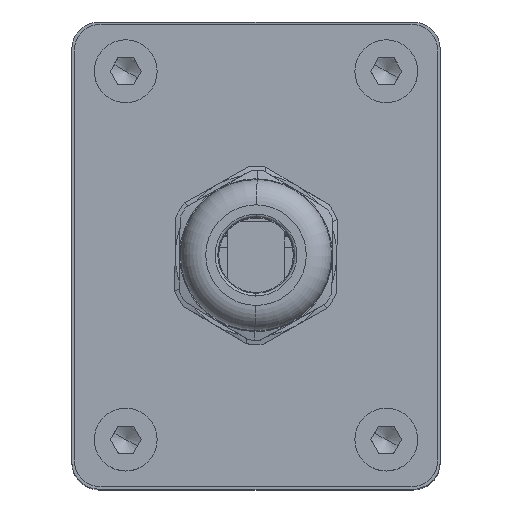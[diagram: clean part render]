
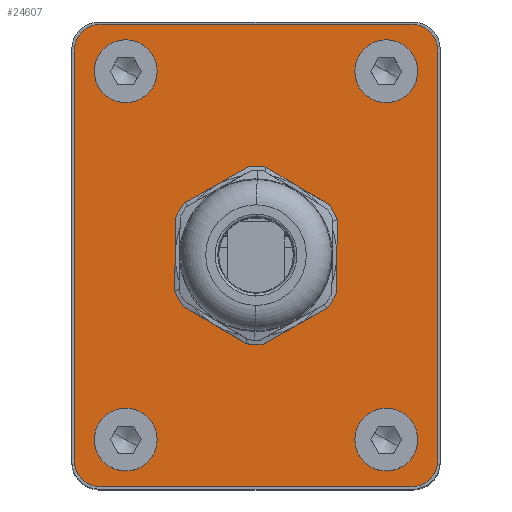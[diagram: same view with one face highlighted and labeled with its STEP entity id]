
A CAD part, top view. The second image highlights one B-rep face of the part: STEP entity #24607.
In plain terms, the highlighted planar face has unit normal (0, 0, 1).
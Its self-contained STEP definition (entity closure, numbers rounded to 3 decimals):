
#21432=AXIS2_PLACEMENT_3D('Circle Axis2P3D',#21430,#21431,$) ;
#21456=AXIS2_PLACEMENT_3D('Circle Axis2P3D',#21454,#21455,$) ;
#23991=AXIS2_PLACEMENT_3D('Circle Axis2P3D',#23989,#23990,$) ;
#24129=AXIS2_PLACEMENT_3D('Circle Axis2P3D',#24127,#24128,$) ;
#24146=AXIS2_PLACEMENT_3D('Circle Axis2P3D',#24144,#24145,$) ;
#24163=AXIS2_PLACEMENT_3D('Circle Axis2P3D',#24161,#24162,$) ;
#24354=AXIS2_PLACEMENT_3D('Circle Axis2P3D',#24352,#24353,$) ;
#24378=AXIS2_PLACEMENT_3D('Circle Axis2P3D',#24376,#24377,$) ;
#24420=AXIS2_PLACEMENT_3D('Circle Axis2P3D',#24418,#24419,$) ;
#24444=AXIS2_PLACEMENT_3D('Circle Axis2P3D',#24442,#24443,$) ;
#24486=AXIS2_PLACEMENT_3D('Circle Axis2P3D',#24484,#24485,$) ;
#24510=AXIS2_PLACEMENT_3D('Circle Axis2P3D',#24508,#24509,$) ;
#24543=AXIS2_PLACEMENT_3D('Circle Axis2P3D',#24541,#24542,$) ;
#24562=AXIS2_PLACEMENT_3D('Circle Axis2P3D',#24560,#24561,$) ;
#24575=AXIS2_PLACEMENT_3D('Plane Axis2P3D',#24572,#24573,#24574) ;
#21427=CARTESIAN_POINT('Vertex',(8.15,5.5,76.2)) ;
#21430=CARTESIAN_POINT('Axis2P3D Location',(6.,5.5,76.2)) ;
#21434=CARTESIAN_POINT('Vertex',(3.85,5.5,76.2)) ;
#21454=CARTESIAN_POINT('Axis2P3D Location',(6.,5.5,76.2)) ;
#23444=CARTESIAN_POINT('Vertex',(37.75,51.75,76.2)) ;
#23460=CARTESIAN_POINT('Vertex',(3.25,51.75,76.2)) ;
#23463=CARTESIAN_POINT('Line Origine',(20.5,51.75,76.2)) ;
#23484=CARTESIAN_POINT('Vertex',(0.25,48.75,76.2)) ;
#23500=CARTESIAN_POINT('Vertex',(0.25,3.25,76.2)) ;
#23503=CARTESIAN_POINT('Line Origine',(0.25,26.,76.2)) ;
#23524=CARTESIAN_POINT('Vertex',(3.25,0.25,76.2)) ;
#23540=CARTESIAN_POINT('Vertex',(37.75,0.25,76.2)) ;
#23543=CARTESIAN_POINT('Line Origine',(20.5,0.25,76.2)) ;
#23564=CARTESIAN_POINT('Vertex',(40.75,3.25,76.2)) ;
#23580=CARTESIAN_POINT('Vertex',(40.75,48.75,76.2)) ;
#23583=CARTESIAN_POINT('Line Origine',(40.75,26.,76.2)) ;
#23989=CARTESIAN_POINT('Axis2P3D Location',(37.75,48.75,76.2)) ;
#24127=CARTESIAN_POINT('Axis2P3D Location',(3.25,48.75,76.2)) ;
#24144=CARTESIAN_POINT('Axis2P3D Location',(3.25,3.25,76.2)) ;
#24161=CARTESIAN_POINT('Axis2P3D Location',(37.75,3.25,76.2)) ;
#24349=CARTESIAN_POINT('Vertex',(32.85,46.5,76.2)) ;
#24352=CARTESIAN_POINT('Axis2P3D Location',(35.,46.5,76.2)) ;
#24356=CARTESIAN_POINT('Vertex',(37.15,46.5,76.2)) ;
#24376=CARTESIAN_POINT('Axis2P3D Location',(35.,46.5,76.2)) ;
#24415=CARTESIAN_POINT('Vertex',(8.15,46.5,76.2)) ;
#24418=CARTESIAN_POINT('Axis2P3D Location',(6.,46.5,76.2)) ;
#24422=CARTESIAN_POINT('Vertex',(3.85,46.5,76.2)) ;
#24442=CARTESIAN_POINT('Axis2P3D Location',(6.,46.5,76.2)) ;
#24481=CARTESIAN_POINT('Vertex',(32.85,5.5,76.2)) ;
#24484=CARTESIAN_POINT('Axis2P3D Location',(35.,5.5,76.2)) ;
#24488=CARTESIAN_POINT('Vertex',(37.15,5.5,76.2)) ;
#24508=CARTESIAN_POINT('Axis2P3D Location',(35.,5.5,76.2)) ;
#24538=CARTESIAN_POINT('Vertex',(12.25,26.,76.2)) ;
#24541=CARTESIAN_POINT('Axis2P3D Location',(20.5,26.,76.2)) ;
#24545=CARTESIAN_POINT('Vertex',(28.75,26.,76.2)) ;
#24560=CARTESIAN_POINT('Axis2P3D Location',(20.5,26.,76.2)) ;
#24572=CARTESIAN_POINT('Axis2P3D Location',(20.5,26.,76.2)) ;
#21431=DIRECTION('Axis2P3D Direction',(0.,0.,-1.)) ;
#21455=DIRECTION('Axis2P3D Direction',(0.,0.,-1.)) ;
#23464=DIRECTION('Vector Direction',(-1.,0.,0.)) ;
#23504=DIRECTION('Vector Direction',(0.,-1.,0.)) ;
#23544=DIRECTION('Vector Direction',(1.,0.,0.)) ;
#23584=DIRECTION('Vector Direction',(0.,1.,0.)) ;
#23990=DIRECTION('Axis2P3D Direction',(0.,0.,1.)) ;
#24128=DIRECTION('Axis2P3D Direction',(0.,0.,1.)) ;
#24145=DIRECTION('Axis2P3D Direction',(0.,0.,1.)) ;
#24162=DIRECTION('Axis2P3D Direction',(0.,0.,1.)) ;
#24353=DIRECTION('Axis2P3D Direction',(0.,0.,-1.)) ;
#24377=DIRECTION('Axis2P3D Direction',(0.,0.,-1.)) ;
#24419=DIRECTION('Axis2P3D Direction',(0.,0.,-1.)) ;
#24443=DIRECTION('Axis2P3D Direction',(0.,0.,-1.)) ;
#24485=DIRECTION('Axis2P3D Direction',(0.,0.,-1.)) ;
#24509=DIRECTION('Axis2P3D Direction',(0.,0.,-1.)) ;
#24542=DIRECTION('Axis2P3D Direction',(0.,0.,1.)) ;
#24561=DIRECTION('Axis2P3D Direction',(0.,0.,1.)) ;
#24573=DIRECTION('Axis2P3D Direction',(0.,0.,1.)) ;
#24574=DIRECTION('Axis2P3D XDirection',(-1.,0.,0.)) ;
#23465=VECTOR('Line Direction',#23464,1.) ;
#23505=VECTOR('Line Direction',#23504,1.) ;
#23545=VECTOR('Line Direction',#23544,1.) ;
#23585=VECTOR('Line Direction',#23584,1.) ;
#24578=ORIENTED_EDGE('',*,*,#24165,.T.) ;
#24579=ORIENTED_EDGE('',*,*,#23587,.T.) ;
#24580=ORIENTED_EDGE('',*,*,#23993,.T.) ;
#24581=ORIENTED_EDGE('',*,*,#23467,.T.) ;
#24582=ORIENTED_EDGE('',*,*,#24131,.T.) ;
#24583=ORIENTED_EDGE('',*,*,#23507,.T.) ;
#24584=ORIENTED_EDGE('',*,*,#24148,.T.) ;
#24585=ORIENTED_EDGE('',*,*,#23547,.T.) ;
#24588=ORIENTED_EDGE('',*,*,#21458,.T.) ;
#24589=ORIENTED_EDGE('',*,*,#21436,.T.) ;
#24592=ORIENTED_EDGE('',*,*,#24547,.F.) ;
#24593=ORIENTED_EDGE('',*,*,#24564,.F.) ;
#24596=ORIENTED_EDGE('',*,*,#24424,.T.) ;
#24597=ORIENTED_EDGE('',*,*,#24446,.T.) ;
#24600=ORIENTED_EDGE('',*,*,#24380,.T.) ;
#24601=ORIENTED_EDGE('',*,*,#24358,.T.) ;
#24604=ORIENTED_EDGE('',*,*,#24512,.T.) ;
#24605=ORIENTED_EDGE('',*,*,#24490,.T.) ;
#24590=FACE_BOUND('',#24587,.T.) ;
#24594=FACE_BOUND('',#24591,.T.) ;
#24598=FACE_BOUND('',#24595,.T.) ;
#24602=FACE_BOUND('',#24599,.T.) ;
#24606=FACE_BOUND('',#24603,.T.) ;
#24607=ADVANCED_FACE('Hauptk\X2\00F6\X0\rper',(#24586,#24590,#24594,#24598,#24602,#24606),#24576,.T.) ;
#21433=CIRCLE('generated circle',#21432,2.15) ;
#21457=CIRCLE('generated circle',#21456,2.15) ;
#23992=CIRCLE('generated circle',#23991,3.) ;
#24130=CIRCLE('generated circle',#24129,3.) ;
#24147=CIRCLE('generated circle',#24146,3.) ;
#24164=CIRCLE('generated circle',#24163,3.) ;
#24355=CIRCLE('generated circle',#24354,2.15) ;
#24379=CIRCLE('generated circle',#24378,2.15) ;
#24421=CIRCLE('generated circle',#24420,2.15) ;
#24445=CIRCLE('generated circle',#24444,2.15) ;
#24487=CIRCLE('generated circle',#24486,2.15) ;
#24511=CIRCLE('generated circle',#24510,2.15) ;
#24544=CIRCLE('generated circle',#24543,8.25) ;
#24563=CIRCLE('generated circle',#24562,8.25) ;
#21436=EDGE_CURVE('',#21435,#21428,#21433,.T.) ;
#21458=EDGE_CURVE('',#21428,#21435,#21457,.T.) ;
#23467=EDGE_CURVE('',#23445,#23461,#23466,.T.) ;
#23507=EDGE_CURVE('',#23485,#23501,#23506,.T.) ;
#23547=EDGE_CURVE('',#23525,#23541,#23546,.T.) ;
#23587=EDGE_CURVE('',#23565,#23581,#23586,.T.) ;
#23993=EDGE_CURVE('',#23581,#23445,#23992,.T.) ;
#24131=EDGE_CURVE('',#23461,#23485,#24130,.T.) ;
#24148=EDGE_CURVE('',#23501,#23525,#24147,.T.) ;
#24165=EDGE_CURVE('',#23541,#23565,#24164,.T.) ;
#24358=EDGE_CURVE('',#24357,#24350,#24355,.T.) ;
#24380=EDGE_CURVE('',#24350,#24357,#24379,.T.) ;
#24424=EDGE_CURVE('',#24423,#24416,#24421,.T.) ;
#24446=EDGE_CURVE('',#24416,#24423,#24445,.T.) ;
#24490=EDGE_CURVE('',#24489,#24482,#24487,.T.) ;
#24512=EDGE_CURVE('',#24482,#24489,#24511,.T.) ;
#24547=EDGE_CURVE('',#24539,#24546,#24544,.T.) ;
#24564=EDGE_CURVE('',#24546,#24539,#24563,.T.) ;
#24577=EDGE_LOOP('',(#24578,#24579,#24580,#24581,#24582,#24583,#24584,#24585)) ;
#24587=EDGE_LOOP('',(#24588,#24589)) ;
#24591=EDGE_LOOP('',(#24592,#24593)) ;
#24595=EDGE_LOOP('',(#24596,#24597)) ;
#24599=EDGE_LOOP('',(#24600,#24601)) ;
#24603=EDGE_LOOP('',(#24604,#24605)) ;
#24586=FACE_OUTER_BOUND('',#24577,.T.) ;
#23466=LINE('Line',#23463,#23465) ;
#23506=LINE('Line',#23503,#23505) ;
#23546=LINE('Line',#23543,#23545) ;
#23586=LINE('Line',#23583,#23585) ;
#24576=PLANE('',#24575) ;
#21428=VERTEX_POINT('',#21427) ;
#21435=VERTEX_POINT('',#21434) ;
#23445=VERTEX_POINT('',#23444) ;
#23461=VERTEX_POINT('',#23460) ;
#23485=VERTEX_POINT('',#23484) ;
#23501=VERTEX_POINT('',#23500) ;
#23525=VERTEX_POINT('',#23524) ;
#23541=VERTEX_POINT('',#23540) ;
#23565=VERTEX_POINT('',#23564) ;
#23581=VERTEX_POINT('',#23580) ;
#24350=VERTEX_POINT('',#24349) ;
#24357=VERTEX_POINT('',#24356) ;
#24416=VERTEX_POINT('',#24415) ;
#24423=VERTEX_POINT('',#24422) ;
#24482=VERTEX_POINT('',#24481) ;
#24489=VERTEX_POINT('',#24488) ;
#24539=VERTEX_POINT('',#24538) ;
#24546=VERTEX_POINT('',#24545) ;
